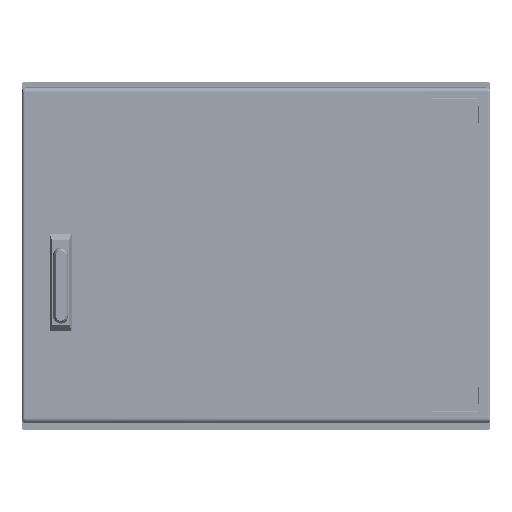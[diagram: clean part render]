
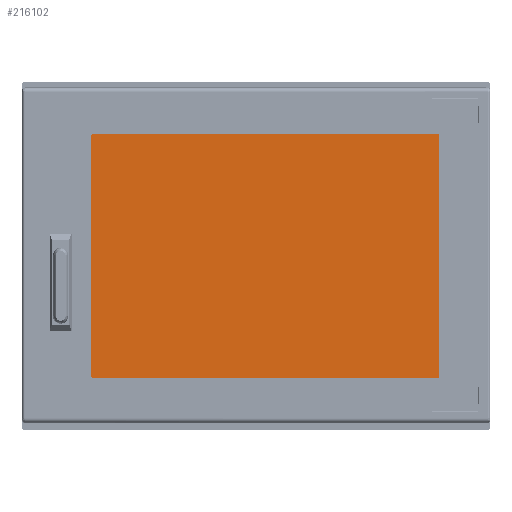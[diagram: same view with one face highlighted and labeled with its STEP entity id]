
A CAD part, top view. The second image highlights one B-rep face of the part: STEP entity #216102.
In plain terms, the highlighted planar face has unit normal (0, 0, 1).
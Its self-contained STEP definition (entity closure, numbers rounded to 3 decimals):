
#215987=DIRECTION('',(0.,1.,0.));
#215988=VECTOR('',#215987,610.);
#215989=CARTESIAN_POINT('',(-215.5,-305.,0.));
#215990=LINE('',#215989,#215988);
#215994=DIRECTION('',(1.,0.,0.));
#215995=VECTOR('',#215994,431.);
#215996=CARTESIAN_POINT('',(-215.5,305.,0.));
#215997=LINE('',#215996,#215995);
#216001=DIRECTION('',(0.,-1.,0.));
#216002=VECTOR('',#216001,610.);
#216003=CARTESIAN_POINT('',(215.5,305.,0.));
#216004=LINE('',#216003,#216002);
#216008=DIRECTION('',(-1.,0.,0.));
#216009=VECTOR('',#216008,431.);
#216010=CARTESIAN_POINT('',(215.5,-305.,0.));
#216011=LINE('',#216010,#216009);
#216071=CARTESIAN_POINT('',(-215.5,-305.,0.));
#216072=CARTESIAN_POINT('',(-215.5,305.,0.));
#216073=VERTEX_POINT('',#216071);
#216074=VERTEX_POINT('',#216072);
#216075=CARTESIAN_POINT('',(215.5,-305.,0.));
#216076=VERTEX_POINT('',#216075);
#216077=CARTESIAN_POINT('',(215.5,305.,0.));
#216078=VERTEX_POINT('',#216077);
#216087=CARTESIAN_POINT('',(0.,0.,0.));
#216088=DIRECTION('',(0.,0.,1.));
#216089=DIRECTION('',(1.,0.,0.));
#216090=AXIS2_PLACEMENT_3D('',#216087,#216088,#216089);
#216091=PLANE('',#216090);
#216093=ORIENTED_EDGE('',*,*,#216092,.T.);
#216095=ORIENTED_EDGE('',*,*,#216094,.T.);
#216097=ORIENTED_EDGE('',*,*,#216096,.T.);
#216099=ORIENTED_EDGE('',*,*,#216098,.T.);
#216100=EDGE_LOOP('',(#216093,#216095,#216097,#216099));
#216101=FACE_OUTER_BOUND('',#216100,.F.);
#216092=EDGE_CURVE('',#216073,#216074,#215990,.T.);
#216094=EDGE_CURVE('',#216074,#216078,#215997,.T.);
#216096=EDGE_CURVE('',#216078,#216076,#216004,.T.);
#216098=EDGE_CURVE('',#216076,#216073,#216011,.T.);
#216102=ADVANCED_FACE('',(#216101),#216091,.T.);
